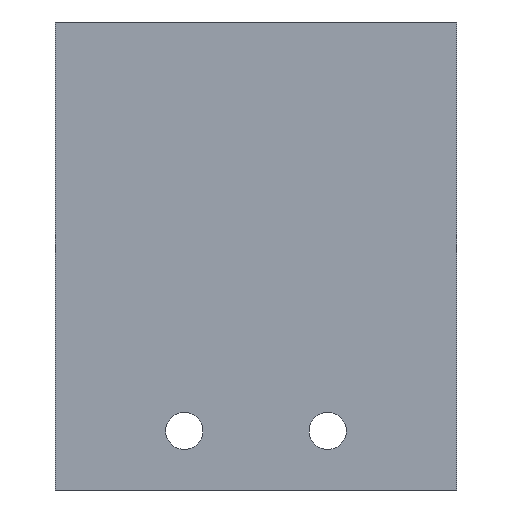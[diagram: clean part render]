
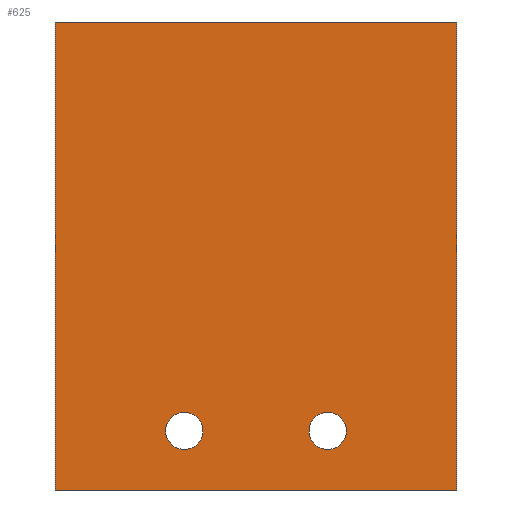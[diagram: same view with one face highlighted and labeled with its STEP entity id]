
A CAD part, front view. The second image highlights one B-rep face of the part: STEP entity #625.
In plain terms, the highlighted planar face has unit normal (0, -1, 0).
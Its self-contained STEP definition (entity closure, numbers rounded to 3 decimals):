
#17=FACE_BOUND('',#58,.T.);
#18=FACE_BOUND('',#59,.T.);
#21=CIRCLE('',#672,3.25);
#22=CIRCLE('',#673,3.25);
#25=FACE_OUTER_BOUND('',#57,.T.);
#57=EDGE_LOOP('',(#415,#416,#417,#418));
#58=EDGE_LOOP('',(#419));
#59=EDGE_LOOP('',(#420));
#93=LINE('',#871,#179);
#94=LINE('',#873,#180);
#95=LINE('',#875,#181);
#96=LINE('',#876,#182);
#179=VECTOR('',#711,10.);
#180=VECTOR('',#712,10.);
#181=VECTOR('',#713,10.);
#182=VECTOR('',#714,10.);
#265=VERTEX_POINT('',#869);
#266=VERTEX_POINT('',#870);
#267=VERTEX_POINT('',#872);
#268=VERTEX_POINT('',#874);
#269=VERTEX_POINT('',#877);
#270=VERTEX_POINT('',#879);
#325=EDGE_CURVE('',#265,#266,#93,.T.);
#326=EDGE_CURVE('',#266,#267,#94,.T.);
#327=EDGE_CURVE('',#267,#268,#95,.T.);
#328=EDGE_CURVE('',#268,#265,#96,.T.);
#329=EDGE_CURVE('',#269,#269,#21,.T.);
#330=EDGE_CURVE('',#270,#270,#22,.T.);
#415=ORIENTED_EDGE('',*,*,#325,.T.);
#416=ORIENTED_EDGE('',*,*,#326,.T.);
#417=ORIENTED_EDGE('',*,*,#327,.T.);
#418=ORIENTED_EDGE('',*,*,#328,.T.);
#419=ORIENTED_EDGE('',*,*,#329,.T.);
#420=ORIENTED_EDGE('',*,*,#330,.T.);
#595=PLANE('',#671);
#625=ADVANCED_FACE('',(#25,#17,#18),#595,.T.);
#671=AXIS2_PLACEMENT_3D('',#868,#709,#710);
#672=AXIS2_PLACEMENT_3D('',#878,#715,#716);
#673=AXIS2_PLACEMENT_3D('',#880,#717,#718);
#709=DIRECTION('center_axis',(0.,-1.,0.));
#710=DIRECTION('ref_axis',(0.,0.,-1.));
#711=DIRECTION('',(0.,0.,1.));
#712=DIRECTION('',(-1.,0.,0.));
#713=DIRECTION('',(0.,0.,-1.));
#714=DIRECTION('',(1.,0.,0.));
#715=DIRECTION('center_axis',(0.,1.,0.));
#716=DIRECTION('ref_axis',(0.,0.,1.));
#717=DIRECTION('center_axis',(0.,1.,0.));
#718=DIRECTION('ref_axis',(0.,0.,1.));
#868=CARTESIAN_POINT('Origin',(0.,-13.5,0.));
#869=CARTESIAN_POINT('',(35.,-13.5,-40.81));
#870=CARTESIAN_POINT('',(35.,-13.5,40.81));
#871=CARTESIAN_POINT('',(35.,-13.5,40.81));
#872=CARTESIAN_POINT('',(-35.,-13.5,40.81));
#873=CARTESIAN_POINT('',(-35.,-13.5,40.81));
#874=CARTESIAN_POINT('',(-35.,-13.5,-40.81));
#875=CARTESIAN_POINT('',(-35.,-13.5,-40.81));
#876=CARTESIAN_POINT('',(35.,-13.5,-40.81));
#877=CARTESIAN_POINT('',(12.5,-13.5,-33.75));
#878=CARTESIAN_POINT('Origin',(12.5,-13.5,-30.5));
#879=CARTESIAN_POINT('',(-12.5,-13.5,-33.75));
#880=CARTESIAN_POINT('Origin',(-12.5,-13.5,-30.5));
